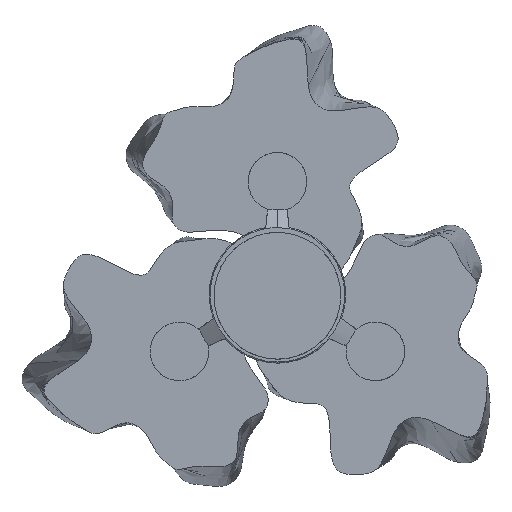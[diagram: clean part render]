
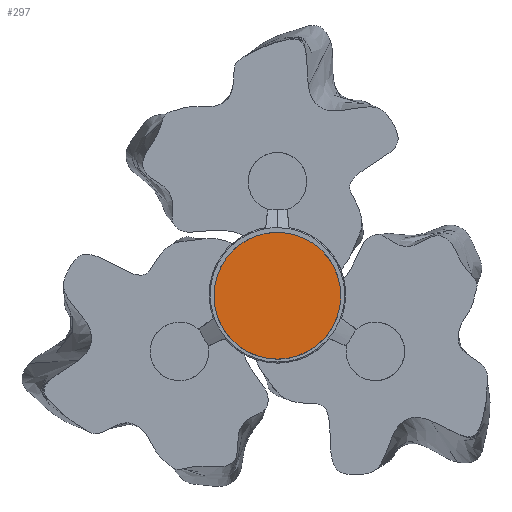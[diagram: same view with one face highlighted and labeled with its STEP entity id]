
A CAD part, top view. The second image highlights one B-rep face of the part: STEP entity #297.
In plain terms, the highlighted planar face has unit normal (0, 0, 1).
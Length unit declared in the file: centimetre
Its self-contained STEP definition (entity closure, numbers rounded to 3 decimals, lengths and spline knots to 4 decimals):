
#103=(
BOUNDED_CURVE()
B_SPLINE_CURVE(2,(#4526,#4527,#4528),.UNSPECIFIED.,.F.,.F.)
B_SPLINE_CURVE_WITH_KNOTS((3,3),(0.,102.1018),.UNSPECIFIED.)
CURVE()
GEOMETRIC_REPRESENTATION_ITEM()
RATIONAL_B_SPLINE_CURVE((1.,0.707,1.))
REPRESENTATION_ITEM($)
);
#104=(
BOUNDED_CURVE()
B_SPLINE_CURVE(2,(#4529,#4530,#4531),.UNSPECIFIED.,.F.,.F.)
B_SPLINE_CURVE_WITH_KNOTS((3,3),(102.1018,204.2035),.UNSPECIFIED.)
CURVE()
GEOMETRIC_REPRESENTATION_ITEM()
RATIONAL_B_SPLINE_CURVE((1.,0.707,1.))
REPRESENTATION_ITEM($)
);
#105=(
BOUNDED_CURVE()
B_SPLINE_CURVE(2,(#4532,#4533,#4534),.UNSPECIFIED.,.F.,.F.)
B_SPLINE_CURVE_WITH_KNOTS((3,3),(-204.2035,-101.9625),.UNSPECIFIED.)
CURVE()
GEOMETRIC_REPRESENTATION_ITEM()
RATIONAL_B_SPLINE_CURVE((1.,0.707,1.))
REPRESENTATION_ITEM($)
);
#297=ADVANCED_FACE($,(#408),#1601,.T.);
#408=FACE_OUTER_BOUND($,#519,.T.);
#519=EDGE_LOOP($,(#678,#679,#680,#681));
#678=ORIENTED_EDGE($,*,*,#1179,.F.);
#679=ORIENTED_EDGE($,*,*,#1178,.F.);
#680=ORIENTED_EDGE($,*,*,#1181,.T.);
#681=ORIENTED_EDGE($,*,*,#1180,.F.);
#1178=EDGE_CURVE($,#1436,#1437,#103,.T.);
#1179=EDGE_CURVE($,#1437,#1438,#104,.T.);
#1180=EDGE_CURVE($,#1438,#1439,#105,.T.);
#1181=EDGE_CURVE($,#1436,#1439,#1667,.T.);
#1436=VERTEX_POINT($,#4768);
#1437=VERTEX_POINT($,#4769);
#1438=VERTEX_POINT($,#4770);
#1439=VERTEX_POINT($,#4771);
#1601=PLANE($,#1840);
#1667=B_SPLINE_CURVE_WITH_KNOTS($,3,(#4535,#4536,#4537,#4538,#4539,#4540,
#4541,#4542,#4543,#4544,#4545,#4546,#4547,#4548,#4549,#4550,#4551,#4552,
#4553,#4554,#4555,#4556,#4557,#4558,#4559,#4560,#4561,#4562,#4563,#4564,
#4565,#4566,#4567,#4568,#4569,#4570,#4571,#4572,#4573,#4574,#4575,#4576,
#4577,#4578,#4579,#4580,#4581,#4582,#4583,#4584,#4585,#4586,#4587,#4588,
#4589,#4590,#4591,#4592,#4593,#4594),.UNSPECIFIED.,.F.,.F.,(4,2,2,2,2,2,
2,2,2,2,2,2,2,2,2,2,2,2,2,2,2,2,2,2,2,2,2,2,2,4),(0.,1.5933,3.1862,
4.7793,6.3726,9.5599,12.7476,15.9348,
19.1225,22.3098,25.4974,28.6829,31.8669,
38.2365,50.9812,63.726,70.0956,73.2796,
76.4651,79.6527,82.84,86.0277,89.2149,
92.4026,95.5899,97.1832,98.7763,100.3693,
101.9625,101.9625),.UNSPECIFIED.);
#1840=AXIS2_PLACEMENT_3D($,#4743,#1866,$);
#1866=DIRECTION($,(0.,0.,1.));
#4526=CARTESIAN_POINT($,(0.,-65.,0.));
#4527=CARTESIAN_POINT($,(-65.,-65.,0.));
#4528=CARTESIAN_POINT($,(-65.,0.,0.));
#4529=CARTESIAN_POINT($,(-65.,0.,0.));
#4530=CARTESIAN_POINT($,(-65.,65.,0.));
#4531=CARTESIAN_POINT($,(0.,65.,0.));
#4532=CARTESIAN_POINT($,(0.,65.,0.));
#4533=CARTESIAN_POINT($,(65.,65.,0.));
#4534=CARTESIAN_POINT($,(65.,0.,0.));
#4535=CARTESIAN_POINT($,(0.,-65.,0.));
#4536=CARTESIAN_POINT($,(0.5321,-65.,0.));
#4537=CARTESIAN_POINT($,(1.0639,-64.9935,0.));
#4538=CARTESIAN_POINT($,(2.1277,-64.9673,0.));
#4539=CARTESIAN_POINT($,(2.6591,-64.9478,0.));
#4540=CARTESIAN_POINT($,(3.7218,-64.8955,0.));
#4541=CARTESIAN_POINT($,(4.2527,-64.8629,0.));
#4542=CARTESIAN_POINT($,(5.3139,-64.7846,0.));
#4543=CARTESIAN_POINT($,(5.8439,-64.739,0.));
#4544=CARTESIAN_POINT($,(7.4327,-64.5824,0.));
#4545=CARTESIAN_POINT($,(8.4878,-64.4522,0.));
#4546=CARTESIAN_POINT($,(10.5937,-64.1397,0.));
#4547=CARTESIAN_POINT($,(11.6413,-63.9579,0.));
#4548=CARTESIAN_POINT($,(13.7293,-63.5424,0.));
#4549=CARTESIAN_POINT($,(14.7665,-63.3094,0.));
#4550=CARTESIAN_POINT($,(16.8316,-62.792,0.));
#4551=CARTESIAN_POINT($,(17.8563,-62.5083,0.));
#4552=CARTESIAN_POINT($,(19.8935,-61.8901,0.));
#4553=CARTESIAN_POINT($,(20.9029,-61.5565,0.));
#4554=CARTESIAN_POINT($,(22.9073,-60.839,0.));
#4555=CARTESIAN_POINT($,(23.8992,-60.4563,0.));
#4556=CARTESIAN_POINT($,(25.8654,-59.6415,0.));
#4557=CARTESIAN_POINT($,(26.8368,-59.2108,0.));
#4558=CARTESIAN_POINT($,(28.7596,-58.3011,0.));
#4559=CARTESIAN_POINT($,(29.7081,-57.8235,0.));
#4560=CARTESIAN_POINT($,(32.5218,-56.3193,0.));
#4561=CARTESIAN_POINT($,(34.3473,-55.2249,0.));
#4562=CARTESIAN_POINT($,(39.6545,-51.6782,0.));
#4563=CARTESIAN_POINT($,(42.9524,-48.9715,0.));
#4564=CARTESIAN_POINT($,(48.9715,-42.9524,0.));
#4565=CARTESIAN_POINT($,(51.6781,-39.6546,0.));
#4566=CARTESIAN_POINT($,(55.2249,-34.3473,0.));
#4567=CARTESIAN_POINT($,(56.3193,-32.5218,0.));
#4568=CARTESIAN_POINT($,(57.8235,-29.7082,0.));
#4569=CARTESIAN_POINT($,(58.3011,-28.7596,0.));
#4570=CARTESIAN_POINT($,(59.2108,-26.8368,0.));
#4571=CARTESIAN_POINT($,(59.6415,-25.8655,0.));
#4572=CARTESIAN_POINT($,(60.4562,-23.8993,0.));
#4573=CARTESIAN_POINT($,(60.839,-22.9074,0.));
#4574=CARTESIAN_POINT($,(61.5565,-20.903,0.));
#4575=CARTESIAN_POINT($,(61.8901,-19.8936,0.));
#4576=CARTESIAN_POINT($,(62.5083,-17.8564,0.));
#4577=CARTESIAN_POINT($,(62.7919,-16.8317,0.));
#4578=CARTESIAN_POINT($,(63.3094,-14.7666,0.));
#4579=CARTESIAN_POINT($,(63.5424,-13.7293,0.));
#4580=CARTESIAN_POINT($,(63.9579,-11.6413,0.));
#4581=CARTESIAN_POINT($,(64.1397,-10.5938,0.));
#4582=CARTESIAN_POINT($,(64.4522,-8.4879,0.));
#4583=CARTESIAN_POINT($,(64.5824,-7.4327,0.));
#4584=CARTESIAN_POINT($,(64.739,-5.8439,0.));
#4585=CARTESIAN_POINT($,(64.7846,-5.3139,0.));
#4586=CARTESIAN_POINT($,(64.8629,-4.2527,0.));
#4587=CARTESIAN_POINT($,(64.8955,-3.7219,0.));
#4588=CARTESIAN_POINT($,(64.9478,-2.6592,0.));
#4589=CARTESIAN_POINT($,(64.9673,-2.1277,0.));
#4590=CARTESIAN_POINT($,(64.9935,-1.0639,0.));
#4591=CARTESIAN_POINT($,(65.,-0.5321,0.));
#4592=CARTESIAN_POINT($,(65.,0.,0.));
#4593=CARTESIAN_POINT($,(65.,0.,0.));
#4594=CARTESIAN_POINT($,(65.,0.,0.));
#4743=CARTESIAN_POINT($,(-66.3,66.3,0.));
#4768=CARTESIAN_POINT($,(0.,-65.,0.));
#4769=CARTESIAN_POINT($,(-65.,0.,0.));
#4770=CARTESIAN_POINT($,(0.,65.,0.));
#4771=CARTESIAN_POINT($,(65.,0.,0.));
